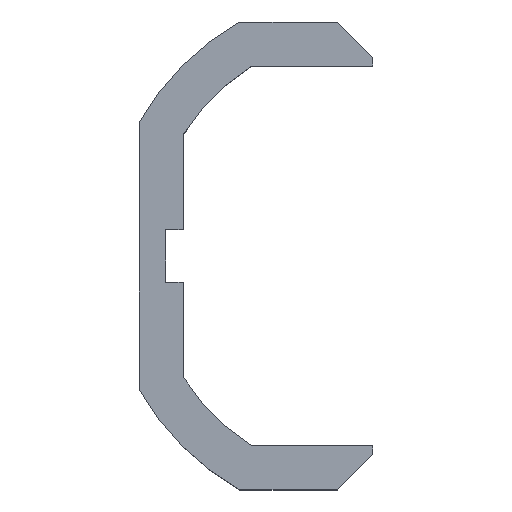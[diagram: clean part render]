
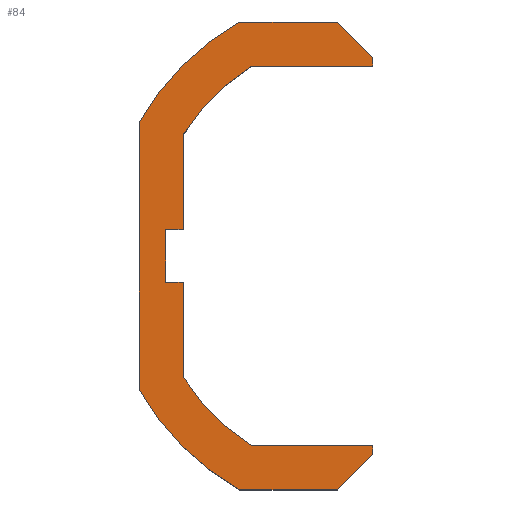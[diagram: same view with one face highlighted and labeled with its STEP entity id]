
A CAD part, top view. The second image highlights one B-rep face of the part: STEP entity #84.
In plain terms, the highlighted planar face has unit normal (0, 0, 1).
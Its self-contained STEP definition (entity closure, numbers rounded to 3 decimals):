
#12 = DIRECTION ( 'NONE',  ( 0., 1., 0. ) ) ;
#13 = ORIENTED_EDGE ( 'NONE', *, *, #638, .T. ) ;
#15 = CARTESIAN_POINT ( 'NONE',  ( -4., 26.5, 10. ) ) ;
#23 = DIRECTION ( 'NONE',  ( -1., 0., 0. ) ) ;
#26 = CIRCLE ( 'NONE', #1139, 25.5 ) ;
#39 = EDGE_CURVE ( 'NONE', #775, #1216, #855, .T. ) ;
#49 = EDGE_LOOP ( 'NONE', ( #552, #265, #13, #885, #231, #109, #1024, #203, #766, #1065, #425, #1073, #388, #261, #549, #1167, #529, #969 ) ) ;
#52 = DIRECTION ( 'NONE',  ( -1., 0., 0. ) ) ;
#62 = LINE ( 'NONE', #908, #103 ) ;
#68 = VECTOR ( 'NONE', #52, 1000. ) ;
#75 = DIRECTION ( 'NONE',  ( 0., -1., 0. ) ) ;
#84 = ADVANCED_FACE ( 'NONE', ( #659 ), #570, .T. ) ;
#91 = CARTESIAN_POINT ( 'NONE',  ( 0., 0., 10. ) ) ;
#92 = CARTESIAN_POINT ( 'NONE',  ( 0., 22.5, 10. ) ) ;
#95 = EDGE_CURVE ( 'NONE', #872, #694, #102, .T. ) ;
#102 = LINE ( 'NONE', #374, #1206 ) ;
#103 = VECTOR ( 'NONE', #439, 1000. ) ;
#104 = EDGE_CURVE ( 'NONE', #1009, #473, #281, .T. ) ;
#106 = CARTESIAN_POINT ( 'NONE',  ( -21.5, 13.711, 10. ) ) ;
#109 = ORIENTED_EDGE ( 'NONE', *, *, #1029, .T. ) ;
#113 = VERTEX_POINT ( 'NONE', #645 ) ;
#120 = AXIS2_PLACEMENT_3D ( 'NONE', #691, #779, #1153 ) ;
#146 = VECTOR ( 'NONE', #462, 1000. ) ;
#147 = DIRECTION ( 'NONE',  ( -1., 0., 0. ) ) ;
#152 = CARTESIAN_POINT ( 'NONE',  ( -23.5, 3., 10. ) ) ;
#161 = EDGE_CURVE ( 'NONE', #758, #354, #288, .T. ) ;
#162 = CARTESIAN_POINT ( 'NONE',  ( -15.1, 26.5, 10. ) ) ;
#177 = EDGE_CURVE ( 'NONE', #189, #975, #764, .T. ) ;
#180 = CARTESIAN_POINT ( 'NONE',  ( -26.5, 15.1, 10. ) ) ;
#181 = VERTEX_POINT ( 'NONE', #1071 ) ;
#186 = VECTOR ( 'NONE', #816, 1000. ) ;
#189 = VERTEX_POINT ( 'NONE', #397 ) ;
#199 = VECTOR ( 'NONE', #651, 1000. ) ;
#202 = EDGE_CURVE ( 'NONE', #181, #738, #792, .T. ) ;
#203 = ORIENTED_EDGE ( 'NONE', *, *, #39, .T. ) ;
#219 = CIRCLE ( 'NONE', #120, 30.5 ) ;
#228 = EDGE_CURVE ( 'NONE', #1133, #938, #609, .T. ) ;
#231 = ORIENTED_EDGE ( 'NONE', *, *, #202, .T. ) ;
#260 = LINE ( 'NONE', #734, #618 ) ;
#261 = ORIENTED_EDGE ( 'NONE', *, *, #95, .T. ) ;
#265 = ORIENTED_EDGE ( 'NONE', *, *, #177, .T. ) ;
#276 = DIRECTION ( 'NONE',  ( 1., 0., 0. ) ) ;
#281 = LINE ( 'NONE', #843, #199 ) ;
#288 = LINE ( 'NONE', #1115, #960 ) ;
#314 = CARTESIAN_POINT ( 'NONE',  ( -4., -26.5, 10. ) ) ;
#335 = AXIS2_PLACEMENT_3D ( 'NONE', #367, #584, #518 ) ;
#354 = VERTEX_POINT ( 'NONE', #821 ) ;
#367 = CARTESIAN_POINT ( 'NONE',  ( 0., 0., 10. ) ) ;
#370 = CARTESIAN_POINT ( 'NONE',  ( -21.5, -3., 10. ) ) ;
#374 = CARTESIAN_POINT ( 'NONE',  ( -13.711, 21.5, 10. ) ) ;
#388 = ORIENTED_EDGE ( 'NONE', *, *, #910, .T. ) ;
#391 = DIRECTION ( 'NONE',  ( 0., 1., 0. ) ) ;
#397 = CARTESIAN_POINT ( 'NONE',  ( -26.5, -15.1, 10. ) ) ;
#420 = CARTESIAN_POINT ( 'NONE',  ( -19.5, -3., 10. ) ) ;
#425 = ORIENTED_EDGE ( 'NONE', *, *, #1146, .T. ) ;
#427 = LINE ( 'NONE', #1159, #909 ) ;
#431 = CARTESIAN_POINT ( 'NONE',  ( -13.711, 21.5, 10. ) ) ;
#439 = DIRECTION ( 'NONE',  ( 0.707, 0.707, 0. ) ) ;
#448 = DIRECTION ( 'NONE',  ( 0., 0., -1. ) ) ;
#451 = EDGE_CURVE ( 'NONE', #568, #578, #219, .T. ) ;
#458 = EDGE_CURVE ( 'NONE', #1216, #1009, #877, .T. ) ;
#462 = DIRECTION ( 'NONE',  ( 1., 0., 0. ) ) ;
#473 = VERTEX_POINT ( 'NONE', #152 ) ;
#487 = CARTESIAN_POINT ( 'NONE',  ( 0., 21.5, 10. ) ) ;
#494 = DIRECTION ( 'NONE',  ( 0., 0., -1. ) ) ;
#516 = CARTESIAN_POINT ( 'NONE',  ( -13.711, -21.5, 10. ) ) ;
#518 = DIRECTION ( 'NONE',  ( 1., 0., 0. ) ) ;
#524 = CARTESIAN_POINT ( 'NONE',  ( 0., 21.5, 10. ) ) ;
#529 = ORIENTED_EDGE ( 'NONE', *, *, #773, .T. ) ;
#530 = CARTESIAN_POINT ( 'NONE',  ( -23.5, -3., 10. ) ) ;
#542 = CIRCLE ( 'NONE', #649, 25.5 ) ;
#545 = LINE ( 'NONE', #911, #1098 ) ;
#549 = ORIENTED_EDGE ( 'NONE', *, *, #1112, .T. ) ;
#552 = ORIENTED_EDGE ( 'NONE', *, *, #648, .T. ) ;
#568 = VERTEX_POINT ( 'NONE', #162 ) ;
#570 = PLANE ( 'NONE',  #1055 ) ;
#578 = VERTEX_POINT ( 'NONE', #180 ) ;
#584 = DIRECTION ( 'NONE',  ( 0., 0., 1. ) ) ;
#603 = CARTESIAN_POINT ( 'NONE',  ( 0., -21.5, 10. ) ) ;
#609 = LINE ( 'NONE', #1048, #1018 ) ;
#618 = VECTOR ( 'NONE', #75, 1000. ) ;
#630 = LINE ( 'NONE', #524, #186 ) ;
#638 = EDGE_CURVE ( 'NONE', #975, #783, #545, .T. ) ;
#645 = CARTESIAN_POINT ( 'NONE',  ( -13.711, -21.5, 10. ) ) ;
#648 = EDGE_CURVE ( 'NONE', #578, #189, #260, .T. ) ;
#649 = AXIS2_PLACEMENT_3D ( 'NONE', #925, #494, #276 ) ;
#651 = DIRECTION ( 'NONE',  ( 0., 1., 0. ) ) ;
#659 = FACE_OUTER_BOUND ( 'NONE', #49, .T. ) ;
#667 = DIRECTION ( 'NONE',  ( 1., 0., 0. ) ) ;
#668 = CARTESIAN_POINT ( 'NONE',  ( -19.5, 3., 10. ) ) ;
#691 = CARTESIAN_POINT ( 'NONE',  ( 0., 0., 10. ) ) ;
#694 = VERTEX_POINT ( 'NONE', #487 ) ;
#734 = CARTESIAN_POINT ( 'NONE',  ( -26.5, 15.1, 10. ) ) ;
#738 = VERTEX_POINT ( 'NONE', #1145 ) ;
#744 = DIRECTION ( 'NONE',  ( 1., 0., 0. ) ) ;
#758 = VERTEX_POINT ( 'NONE', #861 ) ;
#764 = CIRCLE ( 'NONE', #335, 30.5 ) ;
#766 = ORIENTED_EDGE ( 'NONE', *, *, #458, .T. ) ;
#773 = EDGE_CURVE ( 'NONE', #938, #568, #427, .T. ) ;
#775 = VERTEX_POINT ( 'NONE', #1152 ) ;
#779 = DIRECTION ( 'NONE',  ( 0., 0., 1. ) ) ;
#783 = VERTEX_POINT ( 'NONE', #314 ) ;
#792 = LINE ( 'NONE', #603, #1075 ) ;
#806 = LINE ( 'NONE', #516, #929 ) ;
#816 = DIRECTION ( 'NONE',  ( 0., 1., 0. ) ) ;
#821 = CARTESIAN_POINT ( 'NONE',  ( -21.5, 13.711, 10. ) ) ;
#843 = CARTESIAN_POINT ( 'NONE',  ( -23.5, 3., 10. ) ) ;
#855 = LINE ( 'NONE', #106, #981 ) ;
#859 = DIRECTION ( 'NONE',  ( 0., 1., 0. ) ) ;
#861 = CARTESIAN_POINT ( 'NONE',  ( -21.5, 3., 10. ) ) ;
#872 = VERTEX_POINT ( 'NONE', #431 ) ;
#877 = LINE ( 'NONE', #420, #68 ) ;
#885 = ORIENTED_EDGE ( 'NONE', *, *, #894, .T. ) ;
#894 = EDGE_CURVE ( 'NONE', #783, #181, #62, .T. ) ;
#908 = CARTESIAN_POINT ( 'NONE',  ( 11.25, -11.25, 10. ) ) ;
#909 = VECTOR ( 'NONE', #23, 1000. ) ;
#910 = EDGE_CURVE ( 'NONE', #354, #872, #26, .T. ) ;
#911 = CARTESIAN_POINT ( 'NONE',  ( -15.1, -26.5, 10. ) ) ;
#916 = DIRECTION ( 'NONE',  ( 1., 0., 0. ) ) ;
#925 = CARTESIAN_POINT ( 'NONE',  ( 0., 0., 10. ) ) ;
#929 = VECTOR ( 'NONE', #147, 1000. ) ;
#938 = VERTEX_POINT ( 'NONE', #15 ) ;
#955 = CARTESIAN_POINT ( 'NONE',  ( -15.1, -26.5, 10. ) ) ;
#960 = VECTOR ( 'NONE', #391, 1000. ) ;
#969 = ORIENTED_EDGE ( 'NONE', *, *, #451, .T. ) ;
#975 = VERTEX_POINT ( 'NONE', #955 ) ;
#976 = DIRECTION ( 'NONE',  ( -0.707, 0.707, 0. ) ) ;
#981 = VECTOR ( 'NONE', #12, 1000. ) ;
#999 = CARTESIAN_POINT ( 'NONE',  ( 0., 0., 10. ) ) ;
#1009 = VERTEX_POINT ( 'NONE', #530 ) ;
#1018 = VECTOR ( 'NONE', #976, 1000. ) ;
#1024 = ORIENTED_EDGE ( 'NONE', *, *, #1154, .T. ) ;
#1029 = EDGE_CURVE ( 'NONE', #738, #113, #806, .T. ) ;
#1033 = DIRECTION ( 'NONE',  ( 0., 0., 1. ) ) ;
#1048 = CARTESIAN_POINT ( 'NONE',  ( 11.25, 11.25, 10. ) ) ;
#1055 = AXIS2_PLACEMENT_3D ( 'NONE', #91, #1033, #667 ) ;
#1065 = ORIENTED_EDGE ( 'NONE', *, *, #104, .T. ) ;
#1071 = CARTESIAN_POINT ( 'NONE',  ( 0., -22.5, 10. ) ) ;
#1073 = ORIENTED_EDGE ( 'NONE', *, *, #161, .T. ) ;
#1075 = VECTOR ( 'NONE', #859, 1000. ) ;
#1098 = VECTOR ( 'NONE', #916, 1000. ) ;
#1112 = EDGE_CURVE ( 'NONE', #694, #1133, #630, .T. ) ;
#1113 = LINE ( 'NONE', #668, #146 ) ;
#1115 = CARTESIAN_POINT ( 'NONE',  ( -21.5, 13.711, 10. ) ) ;
#1132 = DIRECTION ( 'NONE',  ( 1., 0., 0. ) ) ;
#1133 = VERTEX_POINT ( 'NONE', #92 ) ;
#1139 = AXIS2_PLACEMENT_3D ( 'NONE', #999, #448, #1132 ) ;
#1145 = CARTESIAN_POINT ( 'NONE',  ( 0., -21.5, 10. ) ) ;
#1146 = EDGE_CURVE ( 'NONE', #473, #758, #1113, .T. ) ;
#1152 = CARTESIAN_POINT ( 'NONE',  ( -21.5, -13.711, 10. ) ) ;
#1153 = DIRECTION ( 'NONE',  ( 1., 0., 0. ) ) ;
#1154 = EDGE_CURVE ( 'NONE', #113, #775, #542, .T. ) ;
#1159 = CARTESIAN_POINT ( 'NONE',  ( -15.1, 26.5, 10. ) ) ;
#1167 = ORIENTED_EDGE ( 'NONE', *, *, #228, .T. ) ;
#1206 = VECTOR ( 'NONE', #744, 1000. ) ;
#1216 = VERTEX_POINT ( 'NONE', #370 ) ;
